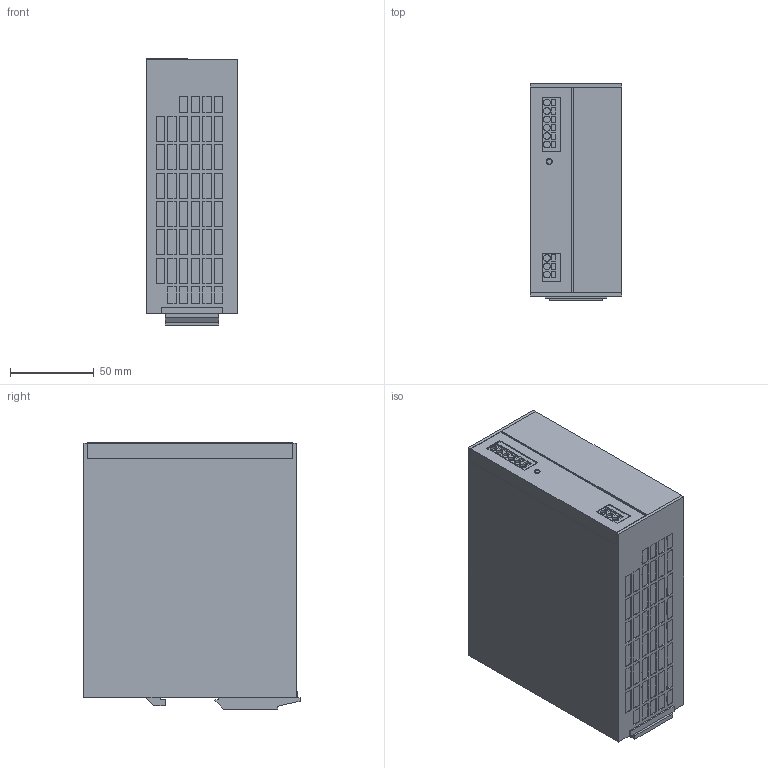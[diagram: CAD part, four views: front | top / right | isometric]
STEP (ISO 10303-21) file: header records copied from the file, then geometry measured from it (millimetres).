
FILE_DESCRIPTION(/* description */ ('Alibre Inc.'),/* implementation_level */ '2;1');
FILE_NAME(/* name */ 'export-ED0562F8-8327-4EAE-8437-C5ABED2EB387',/* time_stamp */ '2020-05-25T11:40:05+02:00',/* author */ (''),/* organization */ (''),/* preprocessor_version */ 'ST-DEVELOPER v17',/* originating_system */ 'Alibre',/* authorisation */ '');
FILE_SCHEMA (('AUTOMOTIVE_DESIGN'));
Length unit declared in the file: millimetre
Products named in the file (8): 216337; 171146
Bounding box: 55 x 129.3 x 159.3 mm (x, y, z)
Volume: 1068073.6 mm3; surface area: 96798.6 mm2
Topology: 6 solids, 6 shells, 620 faces, 1492 edges, 994 vertices
Faces by surface type: plane 598, cylinder 22
Full cylindrical faces by diameter (mm): 3.6 x2
Entity records: 17263 total; most frequent: CARTESIAN_POINT 3106, ORIENTED_EDGE 2980, DIRECTION 2192, EDGE_CURVE 1490, VECTOR 1438, LINE 1438, VERTEX_POINT 994, EDGE_LOOP 744
